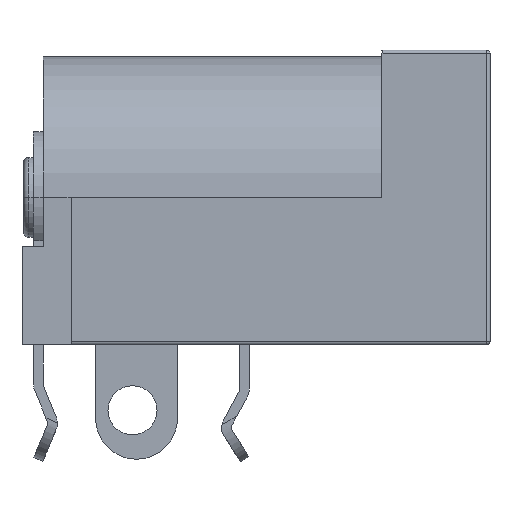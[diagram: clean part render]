
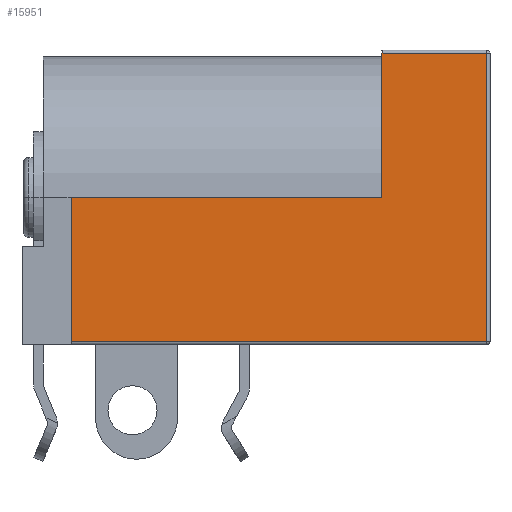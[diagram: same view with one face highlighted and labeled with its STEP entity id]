
A CAD part, left-side view. The second image highlights one B-rep face of the part: STEP entity #15951.
In plain terms, the highlighted planar face has unit normal (-1, 0, 0).
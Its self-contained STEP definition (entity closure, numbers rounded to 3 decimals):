
#94 = LINE ( 'NONE', #18213, #12381 ) ;
#462 = LINE ( 'NONE', #12041, #3774 ) ;
#482 = DIRECTION ( 'NONE',  ( 1., 0., 0. ) ) ;
#567 = VECTOR ( 'NONE', #2961, 1000. ) ;
#1092 = CARTESIAN_POINT ( 'NONE',  ( -4.675, -7.05, 9. ) ) ;
#1177 = AXIS2_PLACEMENT_3D ( 'NONE', #8012, #482, #18430 ) ;
#1301 = DIRECTION ( 'NONE',  ( 0., 0., 1. ) ) ;
#1311 = LINE ( 'NONE', #6897, #13423 ) ;
#2109 = ORIENTED_EDGE ( 'NONE', *, *, #19139, .T. ) ;
#2214 = EDGE_CURVE ( 'NONE', #6279, #17852, #1311, .T. ) ;
#2353 = CARTESIAN_POINT ( 'NONE',  ( -4.675, -7.05, 0.1 ) ) ;
#2409 = CARTESIAN_POINT ( 'NONE',  ( -4.675, -7.05, 8.9 ) ) ;
#2961 = DIRECTION ( 'NONE',  ( 0., 0., -1. ) ) ;
#3051 = CARTESIAN_POINT ( 'NONE',  ( -4.675, 5.65, 10. ) ) ;
#3774 = VECTOR ( 'NONE', #10804, 1000. ) ;
#4064 = VECTOR ( 'NONE', #1301, 1000. ) ;
#4178 = DIRECTION ( 'NONE',  ( 0., 0., -1. ) ) ;
#5000 = ORIENTED_EDGE ( 'NONE', *, *, #2214, .T. ) ;
#5361 = VERTEX_POINT ( 'NONE', #15630 ) ;
#6279 = VERTEX_POINT ( 'NONE', #17464 ) ;
#6386 = EDGE_CURVE ( 'NONE', #18504, #6279, #12079, .T. ) ;
#6650 = PLANE ( 'NONE',  #1177 ) ;
#6897 = CARTESIAN_POINT ( 'NONE',  ( -4.675, 7.15, 0.1 ) ) ;
#7006 = LINE ( 'NONE', #12916, #13569 ) ;
#7282 = VERTEX_POINT ( 'NONE', #2409 ) ;
#7506 = EDGE_LOOP ( 'NONE', ( #14546, #5000, #7781, #2109, #16971, #14939 ) ) ;
#7781 = ORIENTED_EDGE ( 'NONE', *, *, #18743, .T. ) ;
#8012 = CARTESIAN_POINT ( 'NONE',  ( -4.675, 7.15, 9. ) ) ;
#10804 = DIRECTION ( 'NONE',  ( 0., 1., 0. ) ) ;
#11716 = LINE ( 'NONE', #1092, #4064 ) ;
#12041 = CARTESIAN_POINT ( 'NONE',  ( -4.675, -3.85, 8.9 ) ) ;
#12079 = LINE ( 'NONE', #3051, #567 ) ;
#12238 = EDGE_CURVE ( 'NONE', #5361, #19243, #7006, .T. ) ;
#12381 = VECTOR ( 'NONE', #13330, 1000. ) ;
#12713 = CARTESIAN_POINT ( 'NONE',  ( -4.675, -3.85, 4.5 ) ) ;
#12916 = CARTESIAN_POINT ( 'NONE',  ( -4.675, -3.85, 4.5 ) ) ;
#13330 = DIRECTION ( 'NONE',  ( 0., 1., 0. ) ) ;
#13423 = VECTOR ( 'NONE', #19058, 1000. ) ;
#13569 = VECTOR ( 'NONE', #4178, 1000. ) ;
#14348 = CARTESIAN_POINT ( 'NONE',  ( -4.675, 5.65, 4.5 ) ) ;
#14546 = ORIENTED_EDGE ( 'NONE', *, *, #6386, .T. ) ;
#14939 = ORIENTED_EDGE ( 'NONE', *, *, #15861, .T. ) ;
#15630 = CARTESIAN_POINT ( 'NONE',  ( -4.675, -3.85, 8.9 ) ) ;
#15861 = EDGE_CURVE ( 'NONE', #19243, #18504, #94, .T. ) ;
#15951 = ADVANCED_FACE ( 'NONE', ( #16946 ), #6650, .F. ) ;
#16946 = FACE_OUTER_BOUND ( 'NONE', #7506, .T. ) ;
#16971 = ORIENTED_EDGE ( 'NONE', *, *, #12238, .T. ) ;
#17464 = CARTESIAN_POINT ( 'NONE',  ( -4.675, 5.65, 0.1 ) ) ;
#17852 = VERTEX_POINT ( 'NONE', #2353 ) ;
#18213 = CARTESIAN_POINT ( 'NONE',  ( -4.675, -17.212, 4.5 ) ) ;
#18430 = DIRECTION ( 'NONE',  ( 0., 1., 0. ) ) ;
#18504 = VERTEX_POINT ( 'NONE', #14348 ) ;
#18743 = EDGE_CURVE ( 'NONE', #17852, #7282, #11716, .T. ) ;
#19058 = DIRECTION ( 'NONE',  ( 0., -1., 0. ) ) ;
#19139 = EDGE_CURVE ( 'NONE', #7282, #5361, #462, .T. ) ;
#19243 = VERTEX_POINT ( 'NONE', #12713 ) ;
